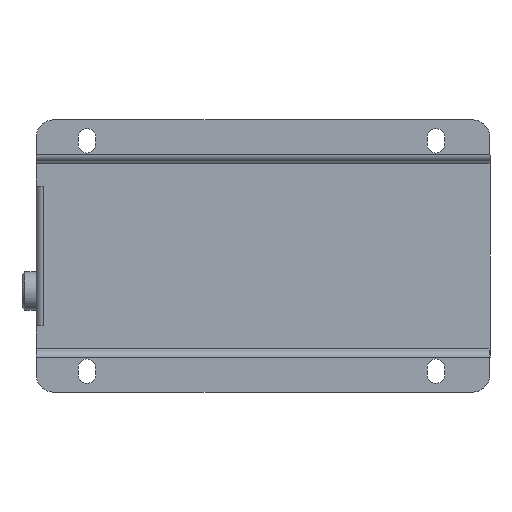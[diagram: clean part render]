
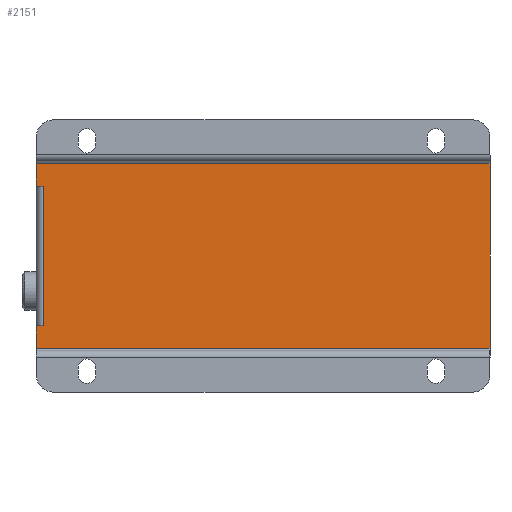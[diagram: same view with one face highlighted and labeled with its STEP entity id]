
A CAD part, front view. The second image highlights one B-rep face of the part: STEP entity #2151.
In plain terms, the highlighted planar face has unit normal (0, -1, 0).
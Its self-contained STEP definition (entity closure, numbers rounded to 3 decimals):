
#49 = LINE ( 'NONE', #1026, #1182 ) ;
#130 = VECTOR ( 'NONE', #2717, 1000. ) ;
#167 = CARTESIAN_POINT ( 'NONE',  ( 0., 326.5, 0. ) ) ;
#201 = VECTOR ( 'NONE', #2223, 1000. ) ;
#210 = LINE ( 'NONE', #2736, #130 ) ;
#214 = EDGE_LOOP ( 'NONE', ( #1922, #1967, #1790, #2290, #548, #795, #2520, #1296 ) ) ;
#296 = CARTESIAN_POINT ( 'NONE',  ( -180., 326.5, 0. ) ) ;
#317 = CARTESIAN_POINT ( 'NONE',  ( -180., 326.5, -178.994 ) ) ;
#359 = CARTESIAN_POINT ( 'NONE',  ( 0., 326.5, -125.994 ) ) ;
#531 = CARTESIAN_POINT ( 'NONE',  ( -178.5, 326.5, -172.494 ) ) ;
#548 = ORIENTED_EDGE ( 'NONE', *, *, #1921, .F. ) ;
#637 = CARTESIAN_POINT ( 'NONE',  ( -180., 326.5, -132.494 ) ) ;
#751 = DIRECTION ( 'NONE',  ( 0., 0., -1. ) ) ;
#795 = ORIENTED_EDGE ( 'NONE', *, *, #2016, .F. ) ;
#804 = VERTEX_POINT ( 'NONE', #891 ) ;
#891 = CARTESIAN_POINT ( 'NONE',  ( -180., 326.5, -172.494 ) ) ;
#962 = EDGE_CURVE ( 'NONE', #1916, #1369, #2642, .T. ) ;
#981 = VERTEX_POINT ( 'NONE', #2108 ) ;
#1006 = LINE ( 'NONE', #1406, #1149 ) ;
#1026 = CARTESIAN_POINT ( 'NONE',  ( -50., 326.5, -180.994 ) ) ;
#1066 = DIRECTION ( 'NONE',  ( 0., 1., 0. ) ) ;
#1083 = EDGE_CURVE ( 'NONE', #1916, #2576, #2352, .T. ) ;
#1149 = VECTOR ( 'NONE', #1867, 1000. ) ;
#1182 = VECTOR ( 'NONE', #1940, 1000. ) ;
#1296 = ORIENTED_EDGE ( 'NONE', *, *, #1440, .F. ) ;
#1369 = VERTEX_POINT ( 'NONE', #2272 ) ;
#1406 = CARTESIAN_POINT ( 'NONE',  ( -178., 326.5, 0. ) ) ;
#1435 = VECTOR ( 'NONE', #751, 1000. ) ;
#1440 = EDGE_CURVE ( 'NONE', #1646, #2090, #2668, .T. ) ;
#1449 = VECTOR ( 'NONE', #1650, 1000. ) ;
#1452 = AXIS2_PLACEMENT_3D ( 'NONE', #167, #1066, #2408 ) ;
#1458 = VERTEX_POINT ( 'NONE', #1607 ) ;
#1479 = EDGE_CURVE ( 'NONE', #804, #2090, #210, .T. ) ;
#1592 = CARTESIAN_POINT ( 'NONE',  ( 0., 326.5, -178.994 ) ) ;
#1607 = CARTESIAN_POINT ( 'NONE',  ( -178., 326.5, -172.494 ) ) ;
#1646 = VERTEX_POINT ( 'NONE', #2331 ) ;
#1650 = DIRECTION ( 'NONE',  ( 1., 0., 0. ) ) ;
#1699 = CARTESIAN_POINT ( 'NONE',  ( -50., 326.5, -125.994 ) ) ;
#1725 = DIRECTION ( 'NONE',  ( 1., 0., 0. ) ) ;
#1790 = ORIENTED_EDGE ( 'NONE', *, *, #962, .T. ) ;
#1835 = EDGE_CURVE ( 'NONE', #2576, #1646, #49, .T. ) ;
#1867 = DIRECTION ( 'NONE',  ( 0., 0., 1. ) ) ;
#1916 = VERTEX_POINT ( 'NONE', #2734 ) ;
#1921 = EDGE_CURVE ( 'NONE', #1458, #981, #1006, .T. ) ;
#1922 = ORIENTED_EDGE ( 'NONE', *, *, #1835, .F. ) ;
#1940 = DIRECTION ( 'NONE',  ( 0., 0., -1. ) ) ;
#1967 = ORIENTED_EDGE ( 'NONE', *, *, #1083, .F. ) ;
#2014 = DIRECTION ( 'NONE',  ( -1., 0., 0. ) ) ;
#2016 = EDGE_CURVE ( 'NONE', #804, #1458, #2857, .T. ) ;
#2061 = VECTOR ( 'NONE', #1725, 1000. ) ;
#2090 = VERTEX_POINT ( 'NONE', #317 ) ;
#2108 = CARTESIAN_POINT ( 'NONE',  ( -178., 326.5, -132.494 ) ) ;
#2151 = ADVANCED_FACE ( 'NONE', ( #2825 ), #2842, .F. ) ;
#2223 = DIRECTION ( 'NONE',  ( -1., 0., 0. ) ) ;
#2272 = CARTESIAN_POINT ( 'NONE',  ( -180., 326.5, -132.494 ) ) ;
#2290 = ORIENTED_EDGE ( 'NONE', *, *, #2309, .F. ) ;
#2309 = EDGE_CURVE ( 'NONE', #981, #1369, #2578, .T. ) ;
#2331 = CARTESIAN_POINT ( 'NONE',  ( -50., 326.5, -178.994 ) ) ;
#2352 = LINE ( 'NONE', #359, #2061 ) ;
#2408 = DIRECTION ( 'NONE',  ( 0., 0., 1. ) ) ;
#2520 = ORIENTED_EDGE ( 'NONE', *, *, #1479, .T. ) ;
#2576 = VERTEX_POINT ( 'NONE', #1699 ) ;
#2578 = LINE ( 'NONE', #637, #201 ) ;
#2591 = VECTOR ( 'NONE', #2014, 1000. ) ;
#2642 = LINE ( 'NONE', #296, #1435 ) ;
#2668 = LINE ( 'NONE', #1592, #2591 ) ;
#2717 = DIRECTION ( 'NONE',  ( 0., 0., -1. ) ) ;
#2734 = CARTESIAN_POINT ( 'NONE',  ( -180., 326.5, -125.994 ) ) ;
#2736 = CARTESIAN_POINT ( 'NONE',  ( -180., 326.5, 0. ) ) ;
#2825 = FACE_OUTER_BOUND ( 'NONE', #214, .T. ) ;
#2842 = PLANE ( 'NONE',  #1452 ) ;
#2857 = LINE ( 'NONE', #531, #1449 ) ;
